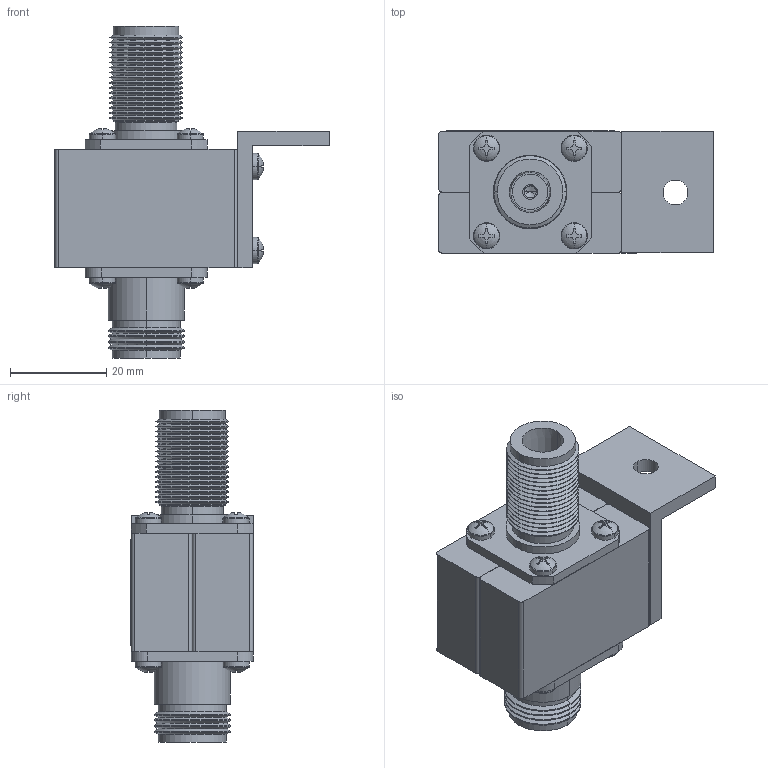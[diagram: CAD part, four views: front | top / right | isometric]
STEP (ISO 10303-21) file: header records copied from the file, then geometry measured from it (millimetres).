
FILE_DESCRIPTION (( 'STEP AP214' ), '1' );
FILE_NAME ('IS-NEMP-C0.STEP', '2019-07-30T21:27:47', ( '' ), ( '' ), 'SwSTEP 2.0', 'SolidWorks 2019', '' );
FILE_SCHEMA (( 'AUTOMOTIVE_DESIGN' ));
Length unit declared in the file: inch
Products named in the file (10): IS-NEMP-C0; 2011-6100-01; 7020-0032; 9040-0578; 5100-0002; Solder_6040-0016; 5210-0018; 2011-6101-02; 1081-0251-05; 5330-001
Assembly tree (19 placements, depth 3):
  IS-NEMP-C0
    5330-001
    1081-0251-05  x12
    2011-6100-01
    5100-0002
    5210-0018
    7020-0032
    9040-0578
      2011-6101-02
  Solder_6040-0016
Bounding box: 57.15 x 25.53 x 69.09 mm (x, y, z)
Volume: 30740.5 mm3; surface area: 20885.2 mm2
Topology: 18 solids, 18 shells, 2934 faces, 7122 edges, 4349 vertices
Faces by surface type: plane 1050, cone 718, cylinder 644, bspline 468, torus 54
Entity records: 93402 total; most frequent: CARTESIAN_POINT 36343, ORIENTED_EDGE 9132, DIRECTION 6828, EDGE_CURVE 4566, VECTOR 2954, LINE 2954, VERTEX_POINT 2952, EDGE_LOOP 1946
